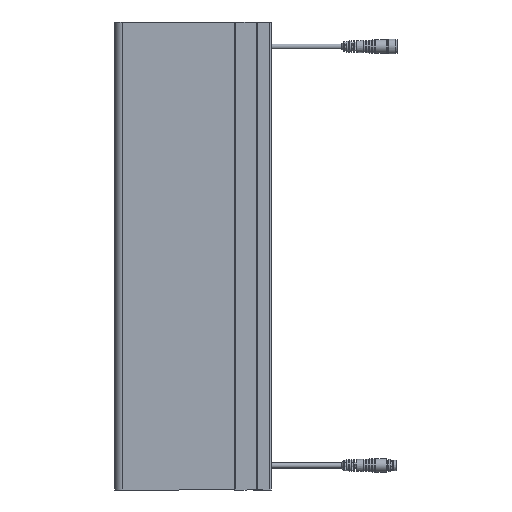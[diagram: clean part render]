
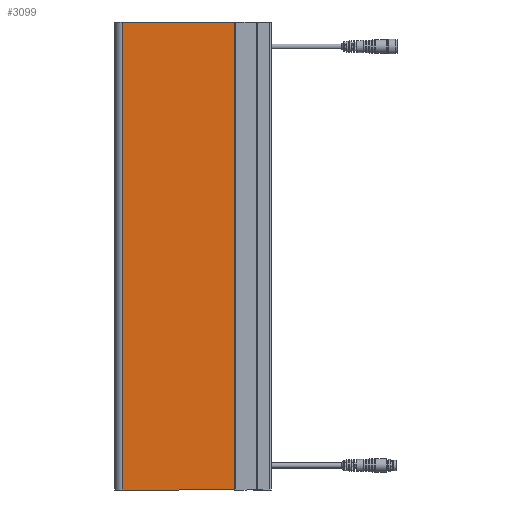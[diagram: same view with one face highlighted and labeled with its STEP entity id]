
A CAD part, left-side view. The second image highlights one B-rep face of the part: STEP entity #3099.
In plain terms, the highlighted planar face has unit normal (-1, 0, 0).
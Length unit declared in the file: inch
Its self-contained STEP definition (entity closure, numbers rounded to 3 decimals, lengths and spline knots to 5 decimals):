
#684 = EDGE_CURVE ( 'NONE', #11927, #2686, #8668, .T. ) ;
#1117 = DIRECTION ( 'NONE',  ( 0., 0., -1. ) ) ;
#1311 = VECTOR ( 'NONE', #11613, 39.37008 ) ;
#1768 = EDGE_LOOP ( 'NONE', ( #3647, #9321, #7113, #2477 ) ) ;
#2385 = VECTOR ( 'NONE', #9515, 39.37008 ) ;
#2477 = ORIENTED_EDGE ( 'NONE', *, *, #8270, .F. ) ;
#2686 = VERTEX_POINT ( 'NONE', #13824 ) ;
#2694 = LINE ( 'NONE', #13805, #4172 ) ;
#3066 = LINE ( 'NONE', #11207, #3428 ) ;
#3099 = ADVANCED_FACE ( 'NONE', ( #11660 ), #11318, .F. ) ;
#3428 = VECTOR ( 'NONE', #7765, 39.37008 ) ;
#3429 = VERTEX_POINT ( 'NONE', #4755 ) ;
#3647 = ORIENTED_EDGE ( 'NONE', *, *, #684, .F. ) ;
#4172 = VECTOR ( 'NONE', #12507, 39.37008 ) ;
#4755 = CARTESIAN_POINT ( 'NONE',  ( -1.06299, 3.79921, 0. ) ) ;
#5650 = CARTESIAN_POINT ( 'NONE',  ( -1.06299, 0.9252, 12. ) ) ;
#7113 = ORIENTED_EDGE ( 'NONE', *, *, #13881, .T. ) ;
#7765 = DIRECTION ( 'NONE',  ( 0., 1., 0. ) ) ;
#8270 = EDGE_CURVE ( 'NONE', #2686, #3429, #3066, .T. ) ;
#8466 = CARTESIAN_POINT ( 'NONE',  ( -1.06299, 3.79921, 12. ) ) ;
#8496 = LINE ( 'NONE', #11535, #2385 ) ;
#8668 = LINE ( 'NONE', #10640, #1311 ) ;
#9321 = ORIENTED_EDGE ( 'NONE', *, *, #9708, .T. ) ;
#9515 = DIRECTION ( 'NONE',  ( 0., 1., 0. ) ) ;
#9708 = EDGE_CURVE ( 'NONE', #11927, #10815, #8496, .T. ) ;
#10640 = CARTESIAN_POINT ( 'NONE',  ( -1.06299, 0.9252, 6. ) ) ;
#10815 = VERTEX_POINT ( 'NONE', #8466 ) ;
#11207 = CARTESIAN_POINT ( 'NONE',  ( -1.06299, 1.98819, 0. ) ) ;
#11318 = PLANE ( 'NONE',  #13491 ) ;
#11535 = CARTESIAN_POINT ( 'NONE',  ( -1.06299, 1.98819, 12. ) ) ;
#11613 = DIRECTION ( 'NONE',  ( 0., 0., -1. ) ) ;
#11660 = FACE_OUTER_BOUND ( 'NONE', #1768, .T. ) ;
#11927 = VERTEX_POINT ( 'NONE', #14151 ) ;
#12507 = DIRECTION ( 'NONE',  ( 0., 0., -1. ) ) ;
#13491 = AXIS2_PLACEMENT_3D ( 'NONE', #5650, #14815, #1117 ) ;
#13805 = CARTESIAN_POINT ( 'NONE',  ( -1.06299, 3.79921, 6. ) ) ;
#13824 = CARTESIAN_POINT ( 'NONE',  ( -1.06299, 0.9252, 0. ) ) ;
#13881 = EDGE_CURVE ( 'NONE', #10815, #3429, #2694, .T. ) ;
#14151 = CARTESIAN_POINT ( 'NONE',  ( -1.06299, 0.9252, 12. ) ) ;
#14815 = DIRECTION ( 'NONE',  ( 1., 0., 0. ) ) ;
